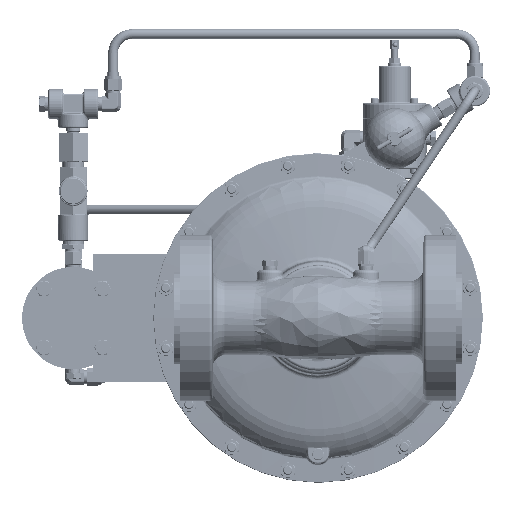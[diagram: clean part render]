
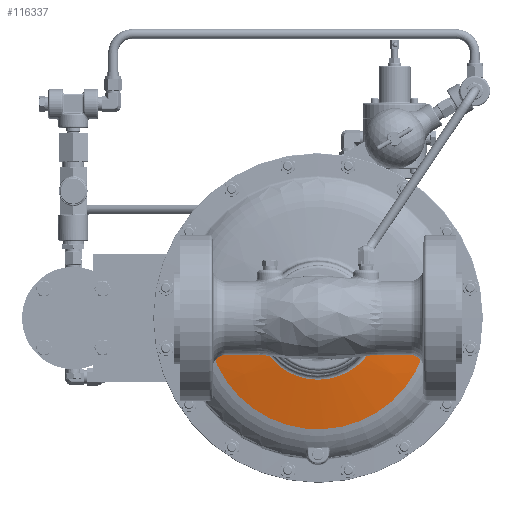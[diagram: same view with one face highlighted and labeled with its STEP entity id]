
A CAD part, front view. The second image highlights one B-rep face of the part: STEP entity #116337.
In plain terms, the highlighted spherical face has radius 584.2 mm.
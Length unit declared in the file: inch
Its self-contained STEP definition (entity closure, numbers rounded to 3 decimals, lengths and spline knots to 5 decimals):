
#752 = CARTESIAN_POINT ( 'NONE',  ( -3.61557, 8.18732, -0.41789 ) ) ;
#1570 = CARTESIAN_POINT ( 'NONE',  ( -4.10486, 8.27343, -0.54887 ) ) ;
#7826 = DIRECTION ( 'NONE',  ( 0., 0., 1. ) ) ;
#13716 = CARTESIAN_POINT ( 'NONE',  ( -3.43145, 8.155, -0.06117 ) ) ;
#16042 = AXIS2_PLACEMENT_3D ( 'NONE', #22069, #153386, #41005 ) ;
#17070 = EDGE_CURVE ( 'NONE', #177798, #81614, #32590, .T. ) ;
#18877 = CARTESIAN_POINT ( 'NONE',  ( -3.4659, 8.16105, -0.20185 ) ) ;
#19669 = CARTESIAN_POINT ( 'NONE',  ( -3.64091, 8.19178, -0.43924 ) ) ;
#19773 = CARTESIAN_POINT ( 'NONE',  ( -3.42898, 8.15457, 0. ) ) ;
#20498 = CARTESIAN_POINT ( 'NONE',  ( -4.16858, 8.28467, -0.53148 ) ) ;
#22069 = CARTESIAN_POINT ( 'NONE',  ( 0., 30.89752, 0. ) ) ;
#23131 = CARTESIAN_POINT ( 'NONE',  ( 0., 8.02435, 0. ) ) ;
#27246 = VERTEX_POINT ( 'NONE', #121413 ) ;
#31811 = CARTESIAN_POINT ( 'NONE',  ( -3.42898, 8.15457, -0.03071 ) ) ;
#32590 = CIRCLE ( 'NONE', #222292, 2.41202 ) ;
#32616 = CARTESIAN_POINT ( 'NONE',  ( -3.4488, 8.15805, -0.15172 ) ) ;
#38608 = CARTESIAN_POINT ( 'NONE',  ( -3.68526, 8.19957, -0.4714 ) ) ;
#38620 = CARTESIAN_POINT ( 'NONE',  ( 0., 30.89752, 0. ) ) ;
#39427 = CARTESIAN_POINT ( 'NONE',  ( -4.24932, 8.29892, -0.49841 ) ) ;
#41005 = DIRECTION ( 'NONE',  ( -1., 0., 0. ) ) ;
#42094 = DIRECTION ( 'NONE',  ( 1., 0., 0. ) ) ;
#57490 = CARTESIAN_POINT ( 'NONE',  ( -3.74238, 8.20961, -0.50368 ) ) ;
#58302 = CARTESIAN_POINT ( 'NONE',  ( -4.3229, 8.31191, -0.45036 ) ) ;
#62410 = ORIENTED_EDGE ( 'NONE', *, *, #139721, .F. ) ;
#66084 = CARTESIAN_POINT ( 'NONE',  ( 0., 8.31191, 0. ) ) ;
#67479 = ORIENTED_EDGE ( 'NONE', *, *, #192390, .T. ) ;
#70219 = CARTESIAN_POINT ( 'NONE',  ( -2.41202, 8.02435, 0. ) ) ;
#70877 = ORIENTED_EDGE ( 'NONE', *, *, #236391, .T. ) ;
#75454 = CARTESIAN_POINT ( 'NONE',  ( -3.4934, 8.16587, -0.26226 ) ) ;
#76271 = CARTESIAN_POINT ( 'NONE',  ( -3.80339, 8.22034, -0.52923 ) ) ;
#81614 = VERTEX_POINT ( 'NONE', #70219 ) ;
#84915 = DIRECTION ( 'NONE',  ( -1., 0., 0. ) ) ;
#91364 = ORIENTED_EDGE ( 'NONE', *, *, #186277, .T. ) ;
#94312 = CARTESIAN_POINT ( 'NONE',  ( -3.53987, 8.17403, -0.33789 ) ) ;
#95133 = CARTESIAN_POINT ( 'NONE',  ( -3.90884, 8.2389, -0.55644 ) ) ;
#95961 = DIRECTION ( 'NONE',  ( 1., 0., 0. ) ) ;
#96608 = VERTEX_POINT ( 'NONE', #19773 ) ;
#105928 = B_SPLINE_CURVE_WITH_KNOTS ( 'NONE', 3,
 ( #150156, #18877, #187925, #75454, #206841, #94312, #225734, #113190, #752, #132087, #19669, #150984, #38608, #169848, #57490, #188750, #76271, #207624, #95133, #226553, #114004, #1570, #132905, #20498, #151797, #39427, #170668, #58302 ),
 .UNSPECIFIED., .F., .F.,
 ( 4, 2, 2, 2, 2, 2, 2, 2, 2, 2, 2, 2, 2, 4 ),
 ( 0.03624, 0.03792, 0.03961, 0.04297, 0.04381, 0.04465, 0.04634, 0.04802, 0.0497, 0.05307, 0.05643, 0.05812, 0.0598, 0.06316 ),
 .UNSPECIFIED. ) ;
#107437 = CARTESIAN_POINT ( 'NONE',  ( 4.34629, 8.31191, 0. ) ) ;
#113190 = CARTESIAN_POINT ( 'NONE',  ( -3.60734, 8.18588, -0.41039 ) ) ;
#114004 = CARTESIAN_POINT ( 'NONE',  ( -4.0404, 8.26207, -0.55985 ) ) ;
#116337 = ADVANCED_FACE ( 'NONE', ( #127750 ), #227743, .T. ) ;
#120259 = CARTESIAN_POINT ( 'NONE',  ( 0., 30.89752, 0. ) ) ;
#121413 = CARTESIAN_POINT ( 'NONE',  ( -3.45878, 8.1598, -0.18098 ) ) ;
#126584 = VERTEX_POINT ( 'NONE', #135174 ) ;
#127750 = FACE_OUTER_BOUND ( 'NONE', #179087, .T. ) ;
#132087 = CARTESIAN_POINT ( 'NONE',  ( -3.63235, 8.19027, -0.43231 ) ) ;
#132670 = VERTEX_POINT ( 'NONE', #107437 ) ;
#132905 = CARTESIAN_POINT ( 'NONE',  ( -4.12625, 8.27721, -0.54393 ) ) ;
#135174 = CARTESIAN_POINT ( 'NONE',  ( -4.3229, 8.31191, -0.45036 ) ) ;
#139075 = B_SPLINE_CURVE_WITH_KNOTS ( 'NONE', 3,
 ( #163115, #31811, #13716, #145039, #32616, #163921 ),
 .UNSPECIFIED., .F., .F.,
 ( 4, 2, 4 ),
 ( 0.00467, 0.007, 0.00934 ),
 .UNSPECIFIED. ) ;
#139147 = DIRECTION ( 'NONE',  ( 1., 0., 0. ) ) ;
#139721 = EDGE_CURVE ( 'NONE', #96608, #81614, #210632, .T. ) ;
#142780 = AXIS2_PLACEMENT_3D ( 'NONE', #120259, #7826, #139147 ) ;
#145039 = CARTESIAN_POINT ( 'NONE',  ( -3.44132, 8.15673, -0.1216 ) ) ;
#146022 = CIRCLE ( 'NONE', #16042, 23. ) ;
#148801 = AXIS2_PLACEMENT_3D ( 'NONE', #38620, #204429, #95961 ) ;
#150156 = CARTESIAN_POINT ( 'NONE',  ( -3.45878, 8.1598, -0.18098 ) ) ;
#150984 = CARTESIAN_POINT ( 'NONE',  ( -3.66711, 8.19638, -0.45919 ) ) ;
#151797 = CARTESIAN_POINT ( 'NONE',  ( -4.18918, 8.28831, -0.52407 ) ) ;
#153386 = DIRECTION ( 'NONE',  ( 0., 0., -1. ) ) ;
#154469 = DIRECTION ( 'NONE',  ( 0., 1., 0. ) ) ;
#163115 = CARTESIAN_POINT ( 'NONE',  ( -3.42898, 8.15457, 0. ) ) ;
#163921 = CARTESIAN_POINT ( 'NONE',  ( -3.45878, 8.1598, -0.18098 ) ) ;
#167214 = ORIENTED_EDGE ( 'NONE', *, *, #194802, .T. ) ;
#169848 = CARTESIAN_POINT ( 'NONE',  ( -3.72289, 8.20618, -0.49364 ) ) ;
#170668 = CARTESIAN_POINT ( 'NONE',  ( -4.28725, 8.30562, -0.47677 ) ) ;
#177798 = VERTEX_POINT ( 'NONE', #211285 ) ;
#179087 = EDGE_LOOP ( 'NONE', ( #62410, #91364, #167214, #67479, #70877, #233441 ) ) ;
#186277 = EDGE_CURVE ( 'NONE', #96608, #27246, #139075, .T. ) ;
#187925 = CARTESIAN_POINT ( 'NONE',  ( -3.47424, 8.16251, -0.22229 ) ) ;
#188750 = CARTESIAN_POINT ( 'NONE',  ( -3.78273, 8.21671, -0.52152 ) ) ;
#192390 = EDGE_CURVE ( 'NONE', #126584, #132670, #192540, .T. ) ;
#192540 = CIRCLE ( 'NONE', #230091, 4.34629 ) ;
#194802 = EDGE_CURVE ( 'NONE', #27246, #126584, #105928, .T. ) ;
#197433 = DIRECTION ( 'NONE',  ( 0., -1., 0. ) ) ;
#204429 = DIRECTION ( 'NONE',  ( 0., 0., 1. ) ) ;
#206841 = CARTESIAN_POINT ( 'NONE',  ( -3.50429, 8.16778, -0.28188 ) ) ;
#207624 = CARTESIAN_POINT ( 'NONE',  ( -3.86599, 8.23135, -0.54851 ) ) ;
#210632 = CIRCLE ( 'NONE', #142780, 23. ) ;
#211285 = CARTESIAN_POINT ( 'NONE',  ( 2.41202, 8.02435, 0. ) ) ;
#222292 = AXIS2_PLACEMENT_3D ( 'NONE', #23131, #154469, #42094 ) ;
#225734 = CARTESIAN_POINT ( 'NONE',  ( -3.56762, 8.1789, -0.37194 ) ) ;
#226553 = CARTESIAN_POINT ( 'NONE',  ( -3.99686, 8.2544, -0.56217 ) ) ;
#227743 = SPHERICAL_SURFACE ( 'NONE', #148801, 23. ) ;
#230091 = AXIS2_PLACEMENT_3D ( 'NONE', #66084, #197433, #84915 ) ;
#233441 = ORIENTED_EDGE ( 'NONE', *, *, #17070, .T. ) ;
#236391 = EDGE_CURVE ( 'NONE', #132670, #177798, #146022, .T. ) ;
